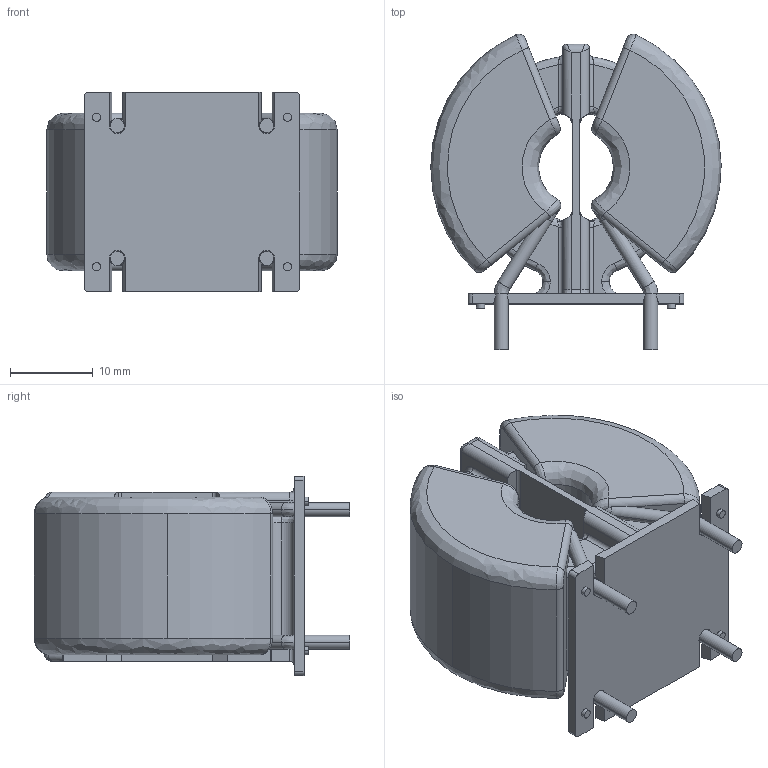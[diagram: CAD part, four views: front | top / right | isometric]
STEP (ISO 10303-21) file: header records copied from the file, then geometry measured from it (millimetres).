
FILE_DESCRIPTION (( 'STEP AP214' ), '1' );
FILE_NAME ('SC-18-10J.STEP', '2019-01-31T07:24:31', ( '' ), ( '' ), 'SwSTEP 2.0', 'SolidWorks 2018', '' );
FILE_SCHEMA (( 'AUTOMOTIVE_DESIGN' ));
Length unit declared in the file: millimetre
Products named in the file (1): SC-18-10J
Bounding box: 35 x 38 x 24 mm (x, y, z)
Volume: 14927.5 mm3; surface area: 7990.9 mm2
Topology: 1 solids, 1 shells, 312 faces, 889 edges, 579 vertices
Faces by surface type: plane 118, cylinder 116, bspline 70, cone 8
Entity records: 16665 total; most frequent: CARTESIAN_POINT 5713, ORIENTED_EDGE 1770, DIRECTION 1360, EDGE_CURVE 885, VERTEX_POINT 579, AXIS2_PLACEMENT_3D 497, LINE 366, VECTOR 366
